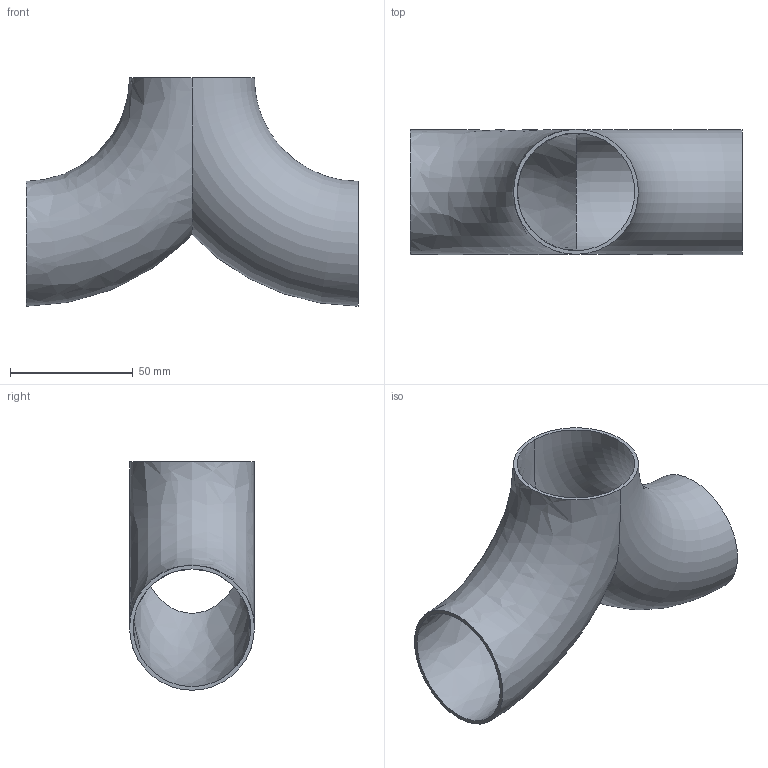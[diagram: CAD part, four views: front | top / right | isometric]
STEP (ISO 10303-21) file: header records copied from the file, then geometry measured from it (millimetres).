
FILE_DESCRIPTION((''),'2;1');
FILE_NAME('47401200X.stp','2010-08-17T11:24:19',('thilbrands'),(''),'Autodesk Inventor 2008','Autodesk Inventor 2008','');
FILE_SCHEMA(('AUTOMOTIVE_DESIGN { 1 0 10303 214 1 1 1 1 }'));
Length unit declared in the file: millimetre
Products named in the file (1): 474011001
Bounding box: 135 x 50.8 x 92.9 mm (x, y, z)
Volume: 37611.8 mm3; surface area: 50826.8 mm2
Topology: 1 solids, 1 shells, 7 faces, 18 edges, 12 vertices
Faces by surface type: bspline 3, torus 2, plane 2
Entity records: 508 total; most frequent: CARTESIAN_POINT 351, DIRECTION 26, ORIENTED_EDGE 20, EDGE_LOOP 14, AXIS2_PLACEMENT_3D 13, EDGE_CURVE 10, VERTEX_POINT 8, CIRCLE 8
